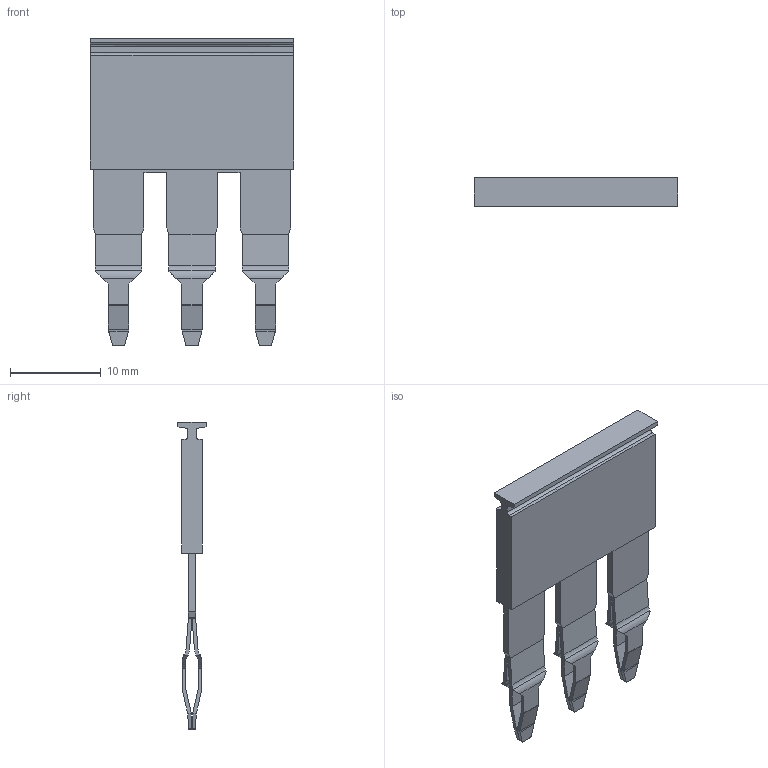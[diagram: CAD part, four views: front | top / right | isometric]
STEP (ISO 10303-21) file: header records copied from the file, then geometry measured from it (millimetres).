
FILE_DESCRIPTION(('CATIA V5R22 STEP214','CAx-IF Rec.Pracs.--- Model Styling and Organization---1.4--- 2014-01-23'),'2;1');
FILE_NAME ('106104-1_0', '2021-06-01T05:52:09+00:00', ('Weidmueller Interface'), ('Weidmueller'), 'CATIA Version 5-6 Release 2016 SP3 HF44', 'CATIA V5 STEP AP214', 'none');
FILE_SCHEMA(('AUTOMOTIVE_DESIGN { 1 0 10303 214 1 1 1 1 }'));
Length unit declared in the file: millimetre
Products named in the file (1): ZQV_6-3_ZTL6
Bounding box: 22.4 x 3.1 x 33.96 mm (x, y, z)
Volume: 913.2 mm3; surface area: 1755.7 mm2
Topology: 2 solids, 2 shells, 193 faces, 567 edges, 378 vertices
Faces by surface type: plane 135, cylinder 36, extrusion 22
Entity records: 6962 total; most frequent: CARTESIAN_POINT 2181, ORIENTED_EDGE 1134, DIRECTION 733, EDGE_CURVE 567, VECTOR 401, LINE 379, VERTEX_POINT 378, AXIS2_PLACEMENT_3D 197
